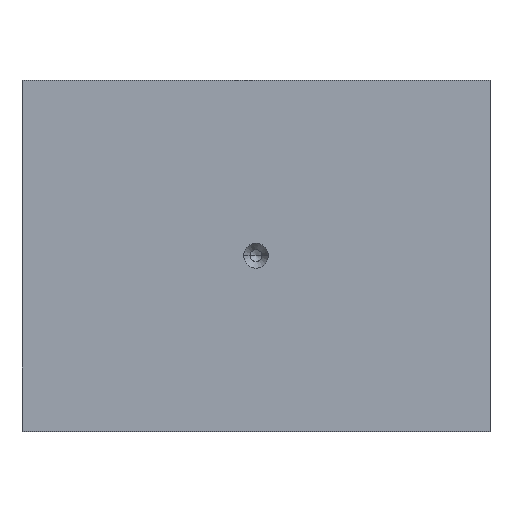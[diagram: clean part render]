
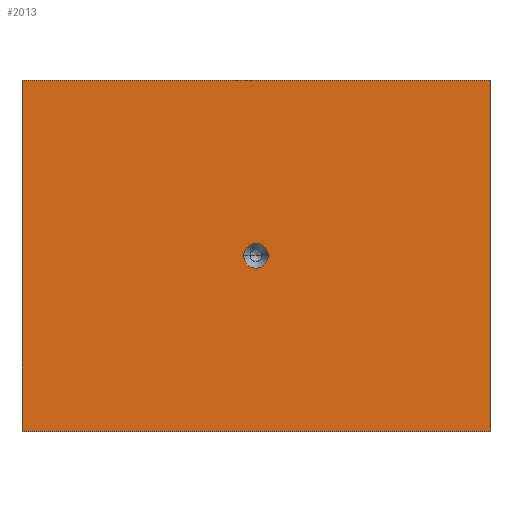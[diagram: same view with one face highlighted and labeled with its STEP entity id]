
A CAD part, top view. The second image highlights one B-rep face of the part: STEP entity #2013.
In plain terms, the highlighted planar face has unit normal (0, 0, 1).
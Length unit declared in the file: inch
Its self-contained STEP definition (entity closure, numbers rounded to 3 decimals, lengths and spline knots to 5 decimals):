
#9 = VERTEX_POINT ( 'NONE', #3313 ) ;
#24 = EDGE_LOOP ( 'NONE', ( #1488, #1783, #1356, #2693 ) ) ;
#189 = CARTESIAN_POINT ( 'NONE',  ( 2.65585, -1.69211, 5.82666 ) ) ;
#200 = EDGE_CURVE ( 'NONE', #1966, #3158, #1339, .T. ) ;
#267 = VERTEX_POINT ( 'NONE', #189 ) ;
#349 = CARTESIAN_POINT ( 'NONE',  ( -3.64337, -1.69211, 5.82666 ) ) ;
#364 = CARTESIAN_POINT ( 'NONE',  ( -3.64337, 3.0323, 5.82666 ) ) ;
#446 = VECTOR ( 'NONE', #3021, 39.37008 ) ;
#475 = FACE_OUTER_BOUND ( 'NONE', #24, .T. ) ;
#498 = CARTESIAN_POINT ( 'NONE',  ( -3.64337, -1.69211, 5.82666 ) ) ;
#522 = VECTOR ( 'NONE', #2203, 39.37008 ) ;
#997 = CIRCLE ( 'NONE', #1264, 0.16732 ) ;
#1114 = CARTESIAN_POINT ( 'NONE',  ( -3.64337, 3.0323, 5.82666 ) ) ;
#1244 = EDGE_CURVE ( 'NONE', #267, #9, #3983, .T. ) ;
#1264 = AXIS2_PLACEMENT_3D ( 'NONE', #1825, #1852, #1865 ) ;
#1273 = EDGE_LOOP ( 'NONE', ( #3863, #1802 ) ) ;
#1284 = DIRECTION ( 'NONE',  ( -1., 0., 0. ) ) ;
#1339 = LINE ( 'NONE', #1114, #446 ) ;
#1356 = ORIENTED_EDGE ( 'NONE', *, *, #200, .T. ) ;
#1439 = PLANE ( 'NONE',  #3841 ) ;
#1448 = DIRECTION ( 'NONE',  ( 1., 0., 0. ) ) ;
#1451 = EDGE_CURVE ( 'NONE', #2584, #3927, #997, .T. ) ;
#1488 = ORIENTED_EDGE ( 'NONE', *, *, #1244, .T. ) ;
#1512 = DIRECTION ( 'NONE',  ( 0., 1., 0. ) ) ;
#1649 = CARTESIAN_POINT ( 'NONE',  ( -0.49376, 0.67009, 5.82666 ) ) ;
#1696 = CARTESIAN_POINT ( 'NONE',  ( -3.64337, 3.0323, 5.82666 ) ) ;
#1783 = ORIENTED_EDGE ( 'NONE', *, *, #3819, .T. ) ;
#1802 = ORIENTED_EDGE ( 'NONE', *, *, #3901, .T. ) ;
#1825 = CARTESIAN_POINT ( 'NONE',  ( -0.49376, 0.67009, 5.82666 ) ) ;
#1852 = DIRECTION ( 'NONE',  ( 0., 0., -1. ) ) ;
#1865 = DIRECTION ( 'NONE',  ( 1., 0., 0. ) ) ;
#1886 = CARTESIAN_POINT ( 'NONE',  ( 2.65585, -1.69211, 5.82666 ) ) ;
#1894 = FACE_BOUND ( 'NONE', #1273, .T. ) ;
#1966 = VERTEX_POINT ( 'NONE', #1696 ) ;
#1976 = DIRECTION ( 'NONE',  ( 1., 0., 0. ) ) ;
#2013 = ADVANCED_FACE ( 'NONE', ( #475, #1894 ), #1439, .T. ) ;
#2203 = DIRECTION ( 'NONE',  ( 1., 0., 0. ) ) ;
#2234 = EDGE_CURVE ( 'NONE', #3158, #267, #2250, .T. ) ;
#2250 = LINE ( 'NONE', #349, #522 ) ;
#2373 = CARTESIAN_POINT ( 'NONE',  ( -0.32644, 0.67009, 5.82666 ) ) ;
#2390 = CARTESIAN_POINT ( 'NONE',  ( -3.64337, -1.69211, 5.82666 ) ) ;
#2584 = VERTEX_POINT ( 'NONE', #2373 ) ;
#2606 = AXIS2_PLACEMENT_3D ( 'NONE', #1649, #3918, #1976 ) ;
#2693 = ORIENTED_EDGE ( 'NONE', *, *, #2234, .T. ) ;
#2766 = CIRCLE ( 'NONE', #2606, 0.16732 ) ;
#2864 = VECTOR ( 'NONE', #1284, 39.37008 ) ;
#2957 = CARTESIAN_POINT ( 'NONE',  ( -0.66108, 0.67009, 5.82666 ) ) ;
#3021 = DIRECTION ( 'NONE',  ( 0., -1., 0. ) ) ;
#3147 = VECTOR ( 'NONE', #1512, 39.37008 ) ;
#3158 = VERTEX_POINT ( 'NONE', #498 ) ;
#3313 = CARTESIAN_POINT ( 'NONE',  ( 2.65585, 3.0323, 5.82666 ) ) ;
#3378 = DIRECTION ( 'NONE',  ( 0., 0., 1. ) ) ;
#3730 = LINE ( 'NONE', #364, #2864 ) ;
#3819 = EDGE_CURVE ( 'NONE', #9, #1966, #3730, .T. ) ;
#3841 = AXIS2_PLACEMENT_3D ( 'NONE', #2390, #3378, #1448 ) ;
#3863 = ORIENTED_EDGE ( 'NONE', *, *, #1451, .T. ) ;
#3901 = EDGE_CURVE ( 'NONE', #3927, #2584, #2766, .T. ) ;
#3918 = DIRECTION ( 'NONE',  ( 0., 0., -1. ) ) ;
#3927 = VERTEX_POINT ( 'NONE', #2957 ) ;
#3983 = LINE ( 'NONE', #1886, #3147 ) ;
